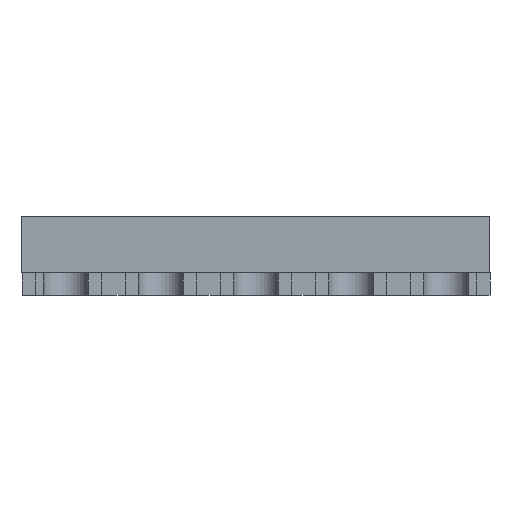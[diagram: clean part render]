
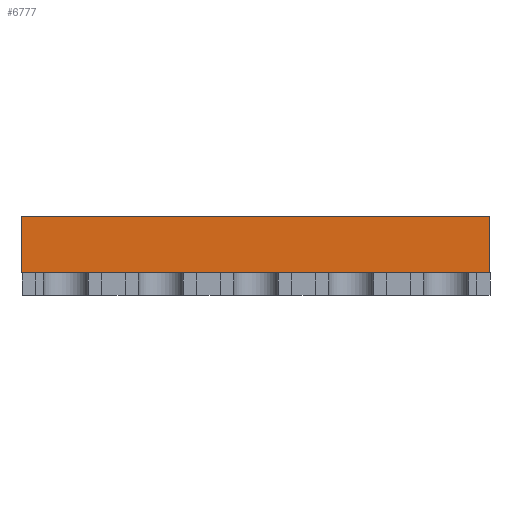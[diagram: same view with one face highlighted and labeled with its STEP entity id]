
A CAD part, front view. The second image highlights one B-rep face of the part: STEP entity #6777.
In plain terms, the highlighted planar face has unit normal (0, -1, 0).
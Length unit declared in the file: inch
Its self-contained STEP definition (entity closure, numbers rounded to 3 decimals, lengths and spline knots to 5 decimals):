
#11 = EDGE_CURVE ( 'NONE', #2949, #2852, #731, .T. ) ;
#27 = VECTOR ( 'NONE', #4397, 39.37008 ) ;
#159 = DIRECTION ( 'NONE',  ( 1., 0., 0. ) ) ;
#588 = LINE ( 'NONE', #1990, #4660 ) ;
#595 = CARTESIAN_POINT ( 'NONE',  ( 3.0366, 1.31502, 0.07874 ) ) ;
#713 = LINE ( 'NONE', #2506, #6177 ) ;
#731 = LINE ( 'NONE', #3915, #2790 ) ;
#1380 = CARTESIAN_POINT ( 'NONE',  ( 3.0366, 1.31502, 0.1378 ) ) ;
#1990 = CARTESIAN_POINT ( 'NONE',  ( 3.52872, 1.31502, 0.1378 ) ) ;
#2265 = DIRECTION ( 'NONE',  ( 0., 1., 0. ) ) ;
#2457 = ORIENTED_EDGE ( 'NONE', *, *, #4790, .T. ) ;
#2506 = CARTESIAN_POINT ( 'NONE',  ( 3.0366, 1.31502, 0.1378 ) ) ;
#2790 = VECTOR ( 'NONE', #6060, 39.37008 ) ;
#2852 = VERTEX_POINT ( 'NONE', #5219 ) ;
#2949 = VERTEX_POINT ( 'NONE', #1380 ) ;
#2983 = VERTEX_POINT ( 'NONE', #6593 ) ;
#3053 = DIRECTION ( 'NONE',  ( 0., 0., -1. ) ) ;
#3167 = EDGE_CURVE ( 'NONE', #4638, #2983, #4075, .T. ) ;
#3658 = CARTESIAN_POINT ( 'NONE',  ( 3.0366, 1.31502, 0.07874 ) ) ;
#3659 = ORIENTED_EDGE ( 'NONE', *, *, #3990, .F. ) ;
#3663 = FACE_OUTER_BOUND ( 'NONE', #5402, .T. ) ;
#3861 = CARTESIAN_POINT ( 'NONE',  ( 3.0366, 1.31502, 0.1378 ) ) ;
#3915 = CARTESIAN_POINT ( 'NONE',  ( 3.0366, 1.31502, 0.1378 ) ) ;
#3990 = EDGE_CURVE ( 'NONE', #2852, #2983, #588, .T. ) ;
#4075 = LINE ( 'NONE', #595, #27 ) ;
#4317 = PLANE ( 'NONE',  #4625 ) ;
#4397 = DIRECTION ( 'NONE',  ( 1., 0., 0. ) ) ;
#4625 = AXIS2_PLACEMENT_3D ( 'NONE', #3861, #2265, #159 ) ;
#4638 = VERTEX_POINT ( 'NONE', #3658 ) ;
#4660 = VECTOR ( 'NONE', #3053, 39.37008 ) ;
#4790 = EDGE_CURVE ( 'NONE', #2949, #4638, #713, .T. ) ;
#5219 = CARTESIAN_POINT ( 'NONE',  ( 3.52872, 1.31502, 0.1378 ) ) ;
#5402 = EDGE_LOOP ( 'NONE', ( #6097, #3659, #6110, #2457 ) ) ;
#6060 = DIRECTION ( 'NONE',  ( 1., 0., 0. ) ) ;
#6097 = ORIENTED_EDGE ( 'NONE', *, *, #3167, .T. ) ;
#6110 = ORIENTED_EDGE ( 'NONE', *, *, #11, .F. ) ;
#6169 = DIRECTION ( 'NONE',  ( 0., 0., -1. ) ) ;
#6177 = VECTOR ( 'NONE', #6169, 39.37008 ) ;
#6593 = CARTESIAN_POINT ( 'NONE',  ( 3.52872, 1.31502, 0.07874 ) ) ;
#6777 = ADVANCED_FACE ( 'NONE', ( #3663 ), #4317, .F. ) ;
